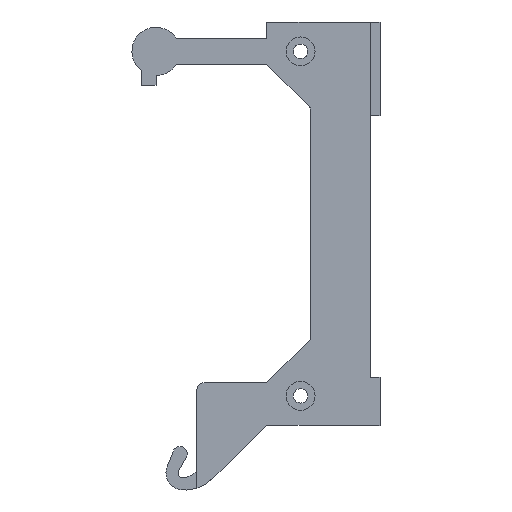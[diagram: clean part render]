
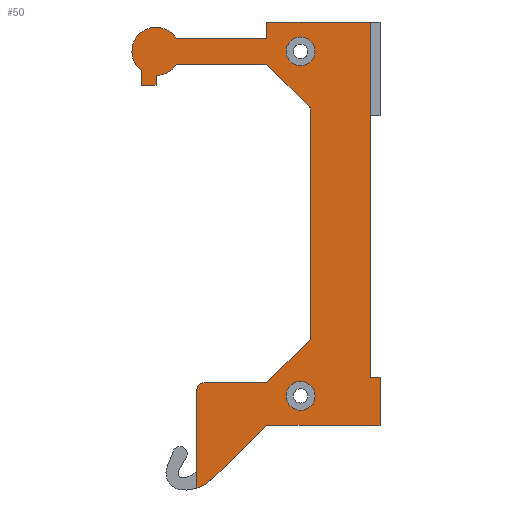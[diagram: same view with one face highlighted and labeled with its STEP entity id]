
A CAD part, top view. The second image highlights one B-rep face of the part: STEP entity #50.
In plain terms, the highlighted planar face has unit normal (0, 0, 1).
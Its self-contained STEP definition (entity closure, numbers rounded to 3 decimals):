
#22 = VERTEX_POINT('',#23);
#23 = CARTESIAN_POINT('',(23.,0.,0.));
#39 = EDGE_CURVE('',#22,#22,#40,.T.);
#40 = CIRCLE('',#41,3.);
#41 = AXIS2_PLACEMENT_3D('',#42,#43,#44);
#42 = CARTESIAN_POINT('',(20.,0.,0.));
#43 = DIRECTION('',(0.,0.,1.));
#44 = DIRECTION('',(1.,0.,0.));
#50 = ADVANCED_FACE('',(#51,#249,#252),#263,.T.);
#51 = FACE_BOUND('',#52,.T.);
#52 = EDGE_LOOP('',(#53,#63,#71,#80,#88,#96,#104,#113,#121,#129,#137,
    #145,#153,#162,#170,#179,#187,#195,#203,#211,#219,#227,#235,#243));
#53 = ORIENTED_EDGE('',*,*,#54,.T.);
#54 = EDGE_CURVE('',#55,#57,#59,.T.);
#55 = VERTEX_POINT('',#56);
#56 = CARTESIAN_POINT('',(13.,77.6,0.));
#57 = VERTEX_POINT('',#58);
#58 = CARTESIAN_POINT('',(13.,74.25,0.));
#59 = LINE('',#60,#61);
#60 = CARTESIAN_POINT('',(13.,77.6,0.));
#61 = VECTOR('',#62,1.);
#62 = DIRECTION('',(-0.,-1.,-0.));
#63 = ORIENTED_EDGE('',*,*,#64,.T.);
#64 = EDGE_CURVE('',#57,#65,#67,.T.);
#65 = VERTEX_POINT('',#66);
#66 = CARTESIAN_POINT('',(-5.824,74.25,0.));
#67 = LINE('',#68,#69);
#68 = CARTESIAN_POINT('',(0.,74.25,0.));
#69 = VECTOR('',#70,1.);
#70 = DIRECTION('',(-1.,-0.,-0.));
#71 = ORIENTED_EDGE('',*,*,#72,.T.);
#72 = EDGE_CURVE('',#65,#73,#75,.T.);
#73 = VERTEX_POINT('',#74);
#74 = CARTESIAN_POINT('',(-13.,67.5,0.));
#75 = CIRCLE('',#76,5.);
#76 = AXIS2_PLACEMENT_3D('',#77,#78,#79);
#77 = CARTESIAN_POINT('',(-10.,71.5,0.));
#78 = DIRECTION('',(0.,0.,1.));
#79 = DIRECTION('',(1.,0.,0.));
#80 = ORIENTED_EDGE('',*,*,#81,.T.);
#81 = EDGE_CURVE('',#73,#82,#84,.T.);
#82 = VERTEX_POINT('',#83);
#83 = CARTESIAN_POINT('',(-13.,64.5,0.));
#84 = LINE('',#85,#86);
#85 = CARTESIAN_POINT('',(-13.,67.5,0.));
#86 = VECTOR('',#87,1.);
#87 = DIRECTION('',(-0.,-1.,-0.));
#88 = ORIENTED_EDGE('',*,*,#89,.T.);
#89 = EDGE_CURVE('',#82,#90,#92,.T.);
#90 = VERTEX_POINT('',#91);
#91 = CARTESIAN_POINT('',(-10.,64.5,0.));
#92 = LINE('',#93,#94);
#93 = CARTESIAN_POINT('',(-13.,64.5,0.));
#94 = VECTOR('',#95,1.);
#95 = DIRECTION('',(1.,0.,0.));
#96 = ORIENTED_EDGE('',*,*,#97,.T.);
#97 = EDGE_CURVE('',#90,#98,#100,.T.);
#98 = VERTEX_POINT('',#99);
#99 = CARTESIAN_POINT('',(-10.,66.5,0.));
#100 = LINE('',#101,#102);
#101 = CARTESIAN_POINT('',(-10.,64.5,0.));
#102 = VECTOR('',#103,1.);
#103 = DIRECTION('',(0.,1.,0.));
#104 = ORIENTED_EDGE('',*,*,#105,.T.);
#105 = EDGE_CURVE('',#98,#106,#108,.T.);
#106 = VERTEX_POINT('',#107);
#107 = CARTESIAN_POINT('',(-5.824,68.75,0.));
#108 = CIRCLE('',#109,5.);
#109 = AXIS2_PLACEMENT_3D('',#110,#111,#112);
#110 = CARTESIAN_POINT('',(-10.,71.5,0.));
#111 = DIRECTION('',(0.,0.,1.));
#112 = DIRECTION('',(1.,0.,0.));
#113 = ORIENTED_EDGE('',*,*,#114,.F.);
#114 = EDGE_CURVE('',#115,#106,#117,.T.);
#115 = VERTEX_POINT('',#116);
#116 = CARTESIAN_POINT('',(13.,68.75,0.));
#117 = LINE('',#118,#119);
#118 = CARTESIAN_POINT('',(13.,68.75,0.));
#119 = VECTOR('',#120,1.);
#120 = DIRECTION('',(-1.,-0.,-0.));
#121 = ORIENTED_EDGE('',*,*,#122,.T.);
#122 = EDGE_CURVE('',#115,#123,#125,.T.);
#123 = VERTEX_POINT('',#124);
#124 = CARTESIAN_POINT('',(22.,59.75,0.));
#125 = LINE('',#126,#127);
#126 = CARTESIAN_POINT('',(13.,68.75,0.));
#127 = VECTOR('',#128,1.);
#128 = DIRECTION('',(0.707,-0.707,0.));
#129 = ORIENTED_EDGE('',*,*,#130,.T.);
#130 = EDGE_CURVE('',#123,#131,#133,.T.);
#131 = VERTEX_POINT('',#132);
#132 = CARTESIAN_POINT('',(22.,11.75,0.));
#133 = LINE('',#134,#135);
#134 = CARTESIAN_POINT('',(22.,59.75,0.));
#135 = VECTOR('',#136,1.);
#136 = DIRECTION('',(-0.,-1.,-0.));
#137 = ORIENTED_EDGE('',*,*,#138,.T.);
#138 = EDGE_CURVE('',#131,#139,#141,.T.);
#139 = VERTEX_POINT('',#140);
#140 = CARTESIAN_POINT('',(13.,2.75,0.));
#141 = LINE('',#142,#143);
#142 = CARTESIAN_POINT('',(22.,11.75,0.));
#143 = VECTOR('',#144,1.);
#144 = DIRECTION('',(-0.707,-0.707,-0.));
#145 = ORIENTED_EDGE('',*,*,#146,.F.);
#146 = EDGE_CURVE('',#147,#139,#149,.T.);
#147 = VERTEX_POINT('',#148);
#148 = CARTESIAN_POINT('',(0.,2.75,0.));
#149 = LINE('',#150,#151);
#150 = CARTESIAN_POINT('',(0.,2.75,0.));
#151 = VECTOR('',#152,1.);
#152 = DIRECTION('',(1.,0.,0.));
#153 = ORIENTED_EDGE('',*,*,#154,.T.);
#154 = EDGE_CURVE('',#147,#155,#157,.T.);
#155 = VERTEX_POINT('',#156);
#156 = CARTESIAN_POINT('',(-1.5,1.25,0.));
#157 = CIRCLE('',#158,1.5);
#158 = AXIS2_PLACEMENT_3D('',#159,#160,#161);
#159 = CARTESIAN_POINT('',(0.,1.25,0.));
#160 = DIRECTION('',(0.,0.,1.));
#161 = DIRECTION('',(1.,0.,0.));
#162 = ORIENTED_EDGE('',*,*,#163,.F.);
#163 = EDGE_CURVE('',#164,#155,#166,.T.);
#164 = VERTEX_POINT('',#165);
#165 = CARTESIAN_POINT('',(-1.5,-19.142,0.));
#166 = LINE('',#167,#168);
#167 = CARTESIAN_POINT('',(-1.5,-20.,0.));
#168 = VECTOR('',#169,1.);
#169 = DIRECTION('',(0.,1.,0.));
#170 = ORIENTED_EDGE('',*,*,#171,.T.);
#171 = EDGE_CURVE('',#164,#172,#174,.T.);
#172 = VERTEX_POINT('',#173);
#173 = CARTESIAN_POINT('',(1.595,-17.26,
    0.));
#174 = CIRCLE('',#175,8.);
#175 = AXIS2_PLACEMENT_3D('',#176,#177,#178);
#176 = CARTESIAN_POINT('',(-4.,-11.542,0.));
#177 = DIRECTION('',(0.,0.,1.));
#178 = DIRECTION('',(1.,0.,0.));
#179 = ORIENTED_EDGE('',*,*,#180,.F.);
#180 = EDGE_CURVE('',#181,#172,#183,.T.);
#181 = VERTEX_POINT('',#182);
#182 = CARTESIAN_POINT('',(13.,-6.1,0.));
#183 = LINE('',#184,#185);
#184 = CARTESIAN_POINT('',(13.,-6.1,0.));
#185 = VECTOR('',#186,1.);
#186 = DIRECTION('',(-0.715,-0.699,-0.));
#187 = ORIENTED_EDGE('',*,*,#188,.F.);
#188 = EDGE_CURVE('',#189,#181,#191,.T.);
#189 = VERTEX_POINT('',#190);
#190 = CARTESIAN_POINT('',(34.5,-6.1,0.));
#191 = LINE('',#192,#193);
#192 = CARTESIAN_POINT('',(34.5,-6.1,0.));
#193 = VECTOR('',#194,1.);
#194 = DIRECTION('',(-1.,-0.,-0.));
#195 = ORIENTED_EDGE('',*,*,#196,.T.);
#196 = EDGE_CURVE('',#189,#197,#199,.T.);
#197 = VERTEX_POINT('',#198);
#198 = CARTESIAN_POINT('',(34.5,-6.11,0.));
#199 = LINE('',#200,#201);
#200 = CARTESIAN_POINT('',(34.5,3.89,0.));
#201 = VECTOR('',#202,1.);
#202 = DIRECTION('',(-0.,-1.,-0.));
#203 = ORIENTED_EDGE('',*,*,#204,.T.);
#204 = EDGE_CURVE('',#197,#205,#207,.T.);
#205 = VERTEX_POINT('',#206);
#206 = CARTESIAN_POINT('',(36.5,-6.11,0.));
#207 = LINE('',#208,#209);
#208 = CARTESIAN_POINT('',(34.5,-6.11,0.));
#209 = VECTOR('',#210,1.);
#210 = DIRECTION('',(1.,0.,0.));
#211 = ORIENTED_EDGE('',*,*,#212,.T.);
#212 = EDGE_CURVE('',#205,#213,#215,.T.);
#213 = VERTEX_POINT('',#214);
#214 = CARTESIAN_POINT('',(36.5,3.89,0.));
#215 = LINE('',#216,#217);
#216 = CARTESIAN_POINT('',(36.5,-6.11,0.));
#217 = VECTOR('',#218,1.);
#218 = DIRECTION('',(0.,1.,0.));
#219 = ORIENTED_EDGE('',*,*,#220,.T.);
#220 = EDGE_CURVE('',#213,#221,#223,.T.);
#221 = VERTEX_POINT('',#222);
#222 = CARTESIAN_POINT('',(34.5,3.89,0.));
#223 = LINE('',#224,#225);
#224 = CARTESIAN_POINT('',(36.5,3.89,0.));
#225 = VECTOR('',#226,1.);
#226 = DIRECTION('',(-1.,-0.,-0.));
#227 = ORIENTED_EDGE('',*,*,#228,.F.);
#228 = EDGE_CURVE('',#229,#221,#231,.T.);
#229 = VERTEX_POINT('',#230);
#230 = CARTESIAN_POINT('',(34.5,58.19,0.));
#231 = LINE('',#232,#233);
#232 = CARTESIAN_POINT('',(34.5,77.6,0.));
#233 = VECTOR('',#234,1.);
#234 = DIRECTION('',(-0.,-1.,-0.));
#235 = ORIENTED_EDGE('',*,*,#236,.F.);
#236 = EDGE_CURVE('',#237,#229,#239,.T.);
#237 = VERTEX_POINT('',#238);
#238 = CARTESIAN_POINT('',(34.5,77.6,0.));
#239 = LINE('',#240,#241);
#240 = CARTESIAN_POINT('',(34.5,77.6,0.));
#241 = VECTOR('',#242,1.);
#242 = DIRECTION('',(-0.,-1.,-0.));
#243 = ORIENTED_EDGE('',*,*,#244,.T.);
#244 = EDGE_CURVE('',#237,#55,#245,.T.);
#245 = LINE('',#246,#247);
#246 = CARTESIAN_POINT('',(34.5,77.6,0.));
#247 = VECTOR('',#248,1.);
#248 = DIRECTION('',(-1.,-0.,-0.));
#249 = FACE_BOUND('',#250,.T.);
#250 = EDGE_LOOP('',(#251));
#251 = ORIENTED_EDGE('',*,*,#39,.F.);
#252 = FACE_BOUND('',#253,.T.);
#253 = EDGE_LOOP('',(#254));
#254 = ORIENTED_EDGE('',*,*,#255,.F.);
#255 = EDGE_CURVE('',#256,#256,#258,.T.);
#256 = VERTEX_POINT('',#257);
#257 = CARTESIAN_POINT('',(23.,71.5,0.));
#258 = CIRCLE('',#259,3.);
#259 = AXIS2_PLACEMENT_3D('',#260,#261,#262);
#260 = CARTESIAN_POINT('',(20.,71.5,0.));
#261 = DIRECTION('',(0.,0.,1.));
#262 = DIRECTION('',(1.,0.,0.));
#263 = PLANE('',#264);
#264 = AXIS2_PLACEMENT_3D('',#265,#266,#267);
#265 = CARTESIAN_POINT('',(16.963,35.659,
    0.));
#266 = DIRECTION('',(0.,0.,1.));
#267 = DIRECTION('',(1.,0.,0.));
